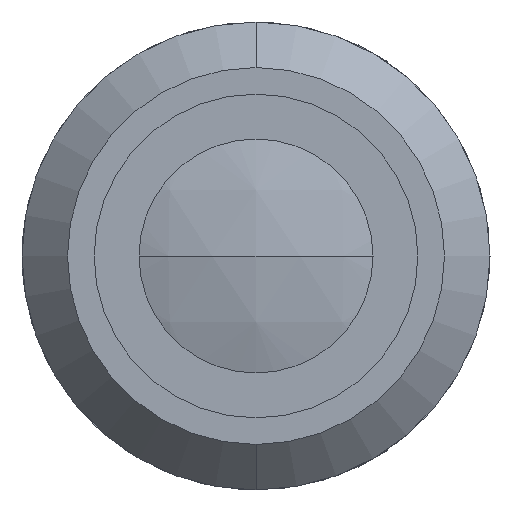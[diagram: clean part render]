
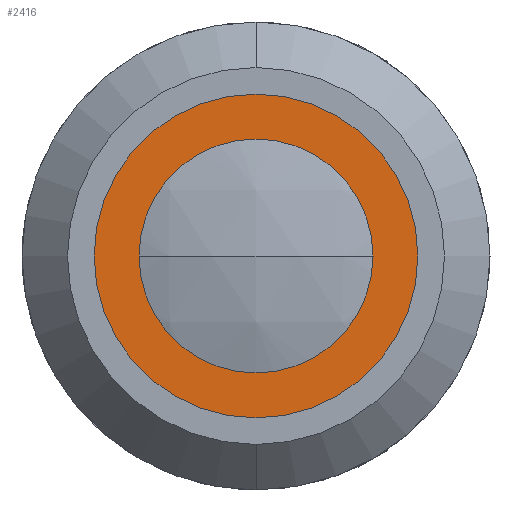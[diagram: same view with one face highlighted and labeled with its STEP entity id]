
A CAD part, left-side view. The second image highlights one B-rep face of the part: STEP entity #2416.
In plain terms, the highlighted planar face has unit normal (-1, 0, 0).
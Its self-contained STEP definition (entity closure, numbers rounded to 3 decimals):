
#178 = AXIS2_PLACEMENT_3D ( 'NONE', #3380, #455, #1749 ) ;
#295 = CARTESIAN_POINT ( 'NONE',  ( 3.5, 0., 0. ) ) ;
#321 = CARTESIAN_POINT ( 'NONE',  ( 3.5, 0., 13.2 ) ) ;
#369 = ORIENTED_EDGE ( 'NONE', *, *, #2427, .F. ) ;
#374 = ORIENTED_EDGE ( 'NONE', *, *, #2232, .F. ) ;
#447 = AXIS2_PLACEMENT_3D ( 'NONE', #295, #1581, #3199 ) ;
#455 = DIRECTION ( 'NONE',  ( -1., 0., 0. ) ) ;
#822 = FACE_BOUND ( 'NONE', #2115, .T. ) ;
#842 = AXIS2_PLACEMENT_3D ( 'NONE', #958, #4210, #1912 ) ;
#958 = CARTESIAN_POINT ( 'NONE',  ( 3.5, 0., 0. ) ) ;
#1128 = PLANE ( 'NONE',  #2203 ) ;
#1144 = CARTESIAN_POINT ( 'NONE',  ( 3.5, 0., 9. ) ) ;
#1148 = FACE_OUTER_BOUND ( 'NONE', #2257, .T. ) ;
#1278 = VERTEX_POINT ( 'NONE', #321 ) ;
#1419 = VERTEX_POINT ( 'NONE', #2039 ) ;
#1581 = DIRECTION ( 'NONE',  ( -1., 0., 0. ) ) ;
#1749 = DIRECTION ( 'NONE',  ( 0., 0., 1. ) ) ;
#1799 = CIRCLE ( 'NONE', #447, 9. ) ;
#1912 = DIRECTION ( 'NONE',  ( 0., 0., 1. ) ) ;
#1973 = ORIENTED_EDGE ( 'NONE', *, *, #2080, .T. ) ;
#1997 = CIRCLE ( 'NONE', #178, 13.2 ) ;
#2002 = AXIS2_PLACEMENT_3D ( 'NONE', #3985, #2320, #2301 ) ;
#2039 = CARTESIAN_POINT ( 'NONE',  ( 3.5, 0., -13.2 ) ) ;
#2080 = EDGE_CURVE ( 'NONE', #1419, #1278, #1997, .T. ) ;
#2115 = EDGE_LOOP ( 'NONE', ( #369, #374 ) ) ;
#2157 = EDGE_CURVE ( 'NONE', #1278, #1419, #3576, .T. ) ;
#2203 = AXIS2_PLACEMENT_3D ( 'NONE', #3452, #3768, #3730 ) ;
#2232 = EDGE_CURVE ( 'NONE', #2910, #3906, #2759, .T. ) ;
#2257 = EDGE_LOOP ( 'NONE', ( #3005, #1973 ) ) ;
#2301 = DIRECTION ( 'NONE',  ( 0., 0., 1. ) ) ;
#2320 = DIRECTION ( 'NONE',  ( -1., 0., 0. ) ) ;
#2416 = ADVANCED_FACE ( 'NONE', ( #822, #1148 ), #1128, .F. ) ;
#2427 = EDGE_CURVE ( 'NONE', #3906, #2910, #1799, .T. ) ;
#2652 = CARTESIAN_POINT ( 'NONE',  ( 3.5, 0., -9. ) ) ;
#2759 = CIRCLE ( 'NONE', #2002, 9. ) ;
#2910 = VERTEX_POINT ( 'NONE', #2652 ) ;
#3005 = ORIENTED_EDGE ( 'NONE', *, *, #2157, .T. ) ;
#3199 = DIRECTION ( 'NONE',  ( 0., 0., 1. ) ) ;
#3380 = CARTESIAN_POINT ( 'NONE',  ( 3.5, 0., 0. ) ) ;
#3452 = CARTESIAN_POINT ( 'NONE',  ( 3.5, 13.2, 0. ) ) ;
#3576 = CIRCLE ( 'NONE', #842, 13.2 ) ;
#3730 = DIRECTION ( 'NONE',  ( 0., 0., -1. ) ) ;
#3768 = DIRECTION ( 'NONE',  ( 1., 0., 0. ) ) ;
#3906 = VERTEX_POINT ( 'NONE', #1144 ) ;
#3985 = CARTESIAN_POINT ( 'NONE',  ( 3.5, 0., 0. ) ) ;
#4210 = DIRECTION ( 'NONE',  ( -1., 0., 0. ) ) ;
